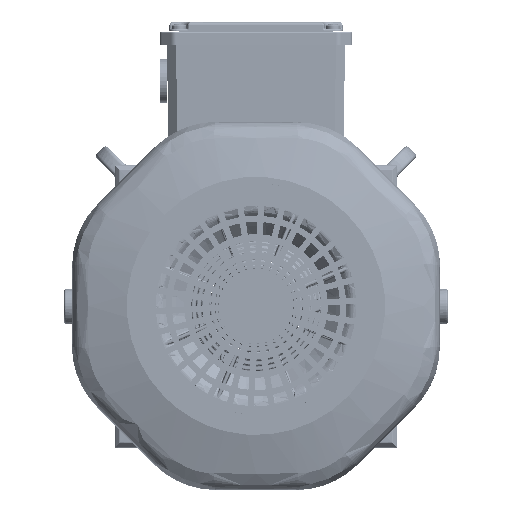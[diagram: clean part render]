
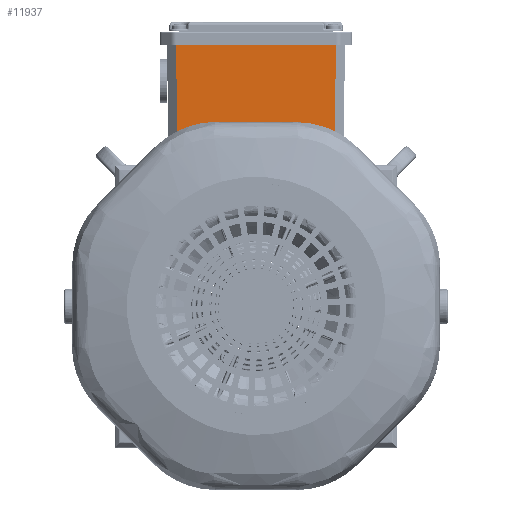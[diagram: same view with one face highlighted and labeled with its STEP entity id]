
A CAD part, top view. The second image highlights one B-rep face of the part: STEP entity #11937.
In plain terms, the highlighted planar face has unit normal (0, -0.018, 1).
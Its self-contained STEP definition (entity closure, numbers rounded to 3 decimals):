
#11937=ADVANCED_FACE('',(#19471),#17878,.T.);
#17878=PLANE('',#112890);
#19471=FACE_OUTER_BOUND('',#25435,.T.);
#25435=EDGE_LOOP('',(#40770,#40771,#40772,#40773));
#40770=ORIENTED_EDGE('',*,*,#82647,.T.);
#40771=ORIENTED_EDGE('',*,*,#82646,.F.);
#40772=ORIENTED_EDGE('',*,*,#82648,.F.);
#40773=ORIENTED_EDGE('',*,*,#82649,.T.);
#70012=VERTEX_POINT('',#155912);
#70015=VERTEX_POINT('',#155917);
#70016=VERTEX_POINT('',#155921);
#70017=VERTEX_POINT('',#155923);
#82646=EDGE_CURVE('',#70015,#70012,#100616,.T.);
#82647=EDGE_CURVE('',#70016,#70012,#100617,.T.);
#82648=EDGE_CURVE('',#70017,#70015,#100618,.T.);
#82649=EDGE_CURVE('',#70017,#70016,#100619,.T.);
#100616=LINE('',#155918,#106475);
#100617=LINE('',#155920,#106476);
#100618=LINE('',#155922,#106477);
#100619=LINE('',#155924,#106478);
#106475=VECTOR('',#124112,1.);
#106476=VECTOR('',#124115,1.);
#106477=VECTOR('',#124116,1.);
#106478=VECTOR('',#124117,1.);
#112890=AXIS2_PLACEMENT_3D('',#155925,#124118,#124119);
#124112=DIRECTION('',(-0.007,1.,0.017));
#124115=DIRECTION('',(-1.,0.,0.));
#124116=DIRECTION('',(-1.,0.,0.));
#124117=DIRECTION('',(0.007,1.,0.017));
#124118=DIRECTION('',(0.,-0.017,1.));
#124119=DIRECTION('',(0.,1.,0.017));
#155912=CARTESIAN_POINT('',(-45.548,149.5,75.408));
#155917=CARTESIAN_POINT('',(-45.172,97.5,74.5));
#155918=CARTESIAN_POINT('',(-45.172,97.5,74.5));
#155920=CARTESIAN_POINT('',(52.,149.5,75.408));
#155921=CARTESIAN_POINT('',(45.548,149.5,75.408));
#155922=CARTESIAN_POINT('',(45.172,97.5,74.5));
#155923=CARTESIAN_POINT('',(45.172,97.5,74.5));
#155924=CARTESIAN_POINT('',(45.172,97.5,74.5));
#155925=CARTESIAN_POINT('',(45.172,97.5,74.5));
